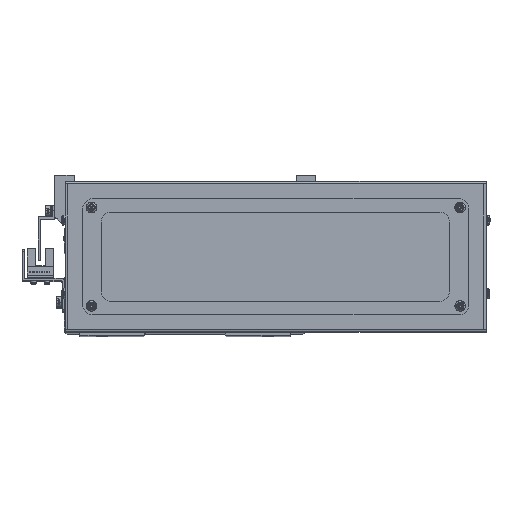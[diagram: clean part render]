
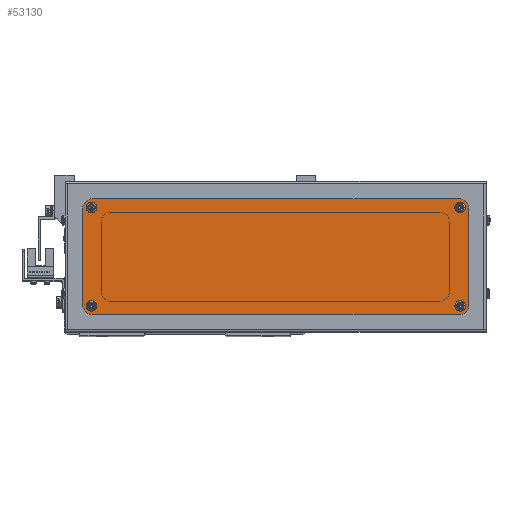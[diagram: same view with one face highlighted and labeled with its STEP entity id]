
A CAD part, top view. The second image highlights one B-rep face of the part: STEP entity #53130.
In plain terms, the highlighted planar face has unit normal (0, 0, 1).
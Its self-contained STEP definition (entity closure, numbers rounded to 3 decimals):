
#372 = CARTESIAN_POINT ( 'NONE',  ( -93.8, -25.5, 2. ) ) ;
#457 = DIRECTION ( 'NONE',  ( 1., 0., 0. ) ) ;
#1197 = DIRECTION ( 'NONE',  ( 0., 0., 1. ) ) ;
#1369 = EDGE_CURVE ( 'NONE', #33315, #49372, #5886, .T. ) ;
#1441 = CIRCLE ( 'NONE', #2825, 1.7 ) ;
#1627 = CARTESIAN_POINT ( 'NONE',  ( -95., -30., 2. ) ) ;
#1866 = DIRECTION ( 'NONE',  ( 1., 0., 0. ) ) ;
#2206 = EDGE_CURVE ( 'NONE', #3665, #51023, #46124, .T. ) ;
#2556 = CARTESIAN_POINT ( 'NONE',  ( 95.5, 25.5, 2. ) ) ;
#2622 = FACE_BOUND ( 'NONE', #73319, .T. ) ;
#2825 = AXIS2_PLACEMENT_3D ( 'NONE', #64672, #29560, #70552 ) ;
#3119 = AXIS2_PLACEMENT_3D ( 'NONE', #70603, #35498, #457 ) ;
#3290 = EDGE_CURVE ( 'NONE', #69915, #70475, #21244, .T. ) ;
#3665 = VERTEX_POINT ( 'NONE', #372 ) ;
#3799 = VERTEX_POINT ( 'NONE', #1627 ) ;
#3828 = CARTESIAN_POINT ( 'NONE',  ( -97.2, 25.5, 2. ) ) ;
#4193 = VERTEX_POINT ( 'NONE', #5118 ) ;
#4680 = DIRECTION ( 'NONE',  ( -1., 0., 0. ) ) ;
#4699 = CARTESIAN_POINT ( 'NONE',  ( -95., 25., 2. ) ) ;
#5118 = CARTESIAN_POINT ( 'NONE',  ( -93.8, 25.5, 2. ) ) ;
#5296 = ORIENTED_EDGE ( 'NONE', *, *, #2206, .F. ) ;
#5886 = LINE ( 'NONE', #28594, #35245 ) ;
#6346 = LINE ( 'NONE', #36668, #51290 ) ;
#6429 = DIRECTION ( 'NONE',  ( 0., 0., 1. ) ) ;
#7765 = DIRECTION ( 'NONE',  ( 0., -1., 0. ) ) ;
#8390 = DIRECTION ( 'NONE',  ( 1., 0., 0. ) ) ;
#9166 = ORIENTED_EDGE ( 'NONE', *, *, #38350, .T. ) ;
#9317 = CARTESIAN_POINT ( 'NONE',  ( 93.8, -25.5, 2. ) ) ;
#9681 = CARTESIAN_POINT ( 'NONE',  ( 95., -30., 2. ) ) ;
#10591 = DIRECTION ( 'NONE',  ( 1., 0., 0. ) ) ;
#11257 = DIRECTION ( 'NONE',  ( 0., 0., 1. ) ) ;
#11783 = AXIS2_PLACEMENT_3D ( 'NONE', #4699, #45690, #10591 ) ;
#12078 = DIRECTION ( 'NONE',  ( 0., 0., 1. ) ) ;
#12157 = DIRECTION ( 'NONE',  ( 1., 0., 0. ) ) ;
#13464 = CIRCLE ( 'NONE', #41735, 5. ) ;
#15794 = EDGE_CURVE ( 'NONE', #59318, #33315, #23373, .T. ) ;
#16335 = FACE_BOUND ( 'NONE', #45101, .T. ) ;
#16576 = ORIENTED_EDGE ( 'NONE', *, *, #67843, .F. ) ;
#17411 = ORIENTED_EDGE ( 'NONE', *, *, #58539, .T. ) ;
#17572 = ORIENTED_EDGE ( 'NONE', *, *, #18030, .T. ) ;
#18030 = EDGE_CURVE ( 'NONE', #62285, #64910, #20338, .T. ) ;
#18158 = FACE_BOUND ( 'NONE', #53653, .T. ) ;
#18175 = CARTESIAN_POINT ( 'NONE',  ( -95.5, -25.5, 2. ) ) ;
#18549 = ORIENTED_EDGE ( 'NONE', *, *, #65584, .F. ) ;
#18748 = CARTESIAN_POINT ( 'NONE',  ( 97.2, -25.5, 2. ) ) ;
#19292 = ORIENTED_EDGE ( 'NONE', *, *, #22739, .F. ) ;
#19472 = AXIS2_PLACEMENT_3D ( 'NONE', #47205, #12078, #53062 ) ;
#20338 = LINE ( 'NONE', #74883, #63379 ) ;
#20494 = ORIENTED_EDGE ( 'NONE', *, *, #3290, .T. ) ;
#21179 = AXIS2_PLACEMENT_3D ( 'NONE', #63626, #28511, #69494 ) ;
#21244 = LINE ( 'NONE', #42893, #24903 ) ;
#22739 = EDGE_CURVE ( 'NONE', #51023, #3665, #68145, .T. ) ;
#22850 = CARTESIAN_POINT ( 'NONE',  ( 95.5, -25.5, 2. ) ) ;
#22965 = CARTESIAN_POINT ( 'NONE',  ( 100., 25., 2. ) ) ;
#23373 = CIRCLE ( 'NONE', #21179, 5. ) ;
#23692 = CARTESIAN_POINT ( 'NONE',  ( -95., -25., 2. ) ) ;
#24083 = DIRECTION ( 'NONE',  ( 1., 0., 0. ) ) ;
#24903 = VECTOR ( 'NONE', #7765, 1000. ) ;
#25601 = CARTESIAN_POINT ( 'NONE',  ( 97.2, 25.5, 2. ) ) ;
#26957 = ORIENTED_EDGE ( 'NONE', *, *, #35196, .T. ) ;
#27016 = ORIENTED_EDGE ( 'NONE', *, *, #44207, .F. ) ;
#28511 = DIRECTION ( 'NONE',  ( 0., 0., 1. ) ) ;
#28594 = CARTESIAN_POINT ( 'NONE',  ( 100., 25., 2. ) ) ;
#28750 = DIRECTION ( 'NONE',  ( 1., 0., 0. ) ) ;
#29560 = DIRECTION ( 'NONE',  ( 0., 0., 1. ) ) ;
#29792 = EDGE_CURVE ( 'NONE', #67822, #43248, #66670, .T. ) ;
#30125 = AXIS2_PLACEMENT_3D ( 'NONE', #18175, #59175, #24083 ) ;
#31898 = VERTEX_POINT ( 'NONE', #9317 ) ;
#31904 = FACE_BOUND ( 'NONE', #71291, .T. ) ;
#33123 = AXIS2_PLACEMENT_3D ( 'NONE', #2556, #43518, #8390 ) ;
#33315 = VERTEX_POINT ( 'NONE', #46419 ) ;
#34701 = DIRECTION ( 'NONE',  ( 0., 0., 1. ) ) ;
#34724 = DIRECTION ( 'NONE',  ( 0., 1., 0. ) ) ;
#35196 = EDGE_CURVE ( 'NONE', #3799, #59318, #6346, .T. ) ;
#35245 = VECTOR ( 'NONE', #34724, 1000. ) ;
#35498 = DIRECTION ( 'NONE',  ( 0., 0., 1. ) ) ;
#36271 = CARTESIAN_POINT ( 'NONE',  ( 95.5, 25.5, 2. ) ) ;
#36668 = CARTESIAN_POINT ( 'NONE',  ( 95., -30., 2. ) ) ;
#37021 = EDGE_CURVE ( 'NONE', #31898, #53892, #60323, .T. ) ;
#38350 = EDGE_CURVE ( 'NONE', #49372, #62285, #13464, .T. ) ;
#39897 = ORIENTED_EDGE ( 'NONE', *, *, #1369, .T. ) ;
#41167 = AXIS2_PLACEMENT_3D ( 'NONE', #22850, #63862, #28750 ) ;
#41257 = CIRCLE ( 'NONE', #52164, 5. ) ;
#41576 = CARTESIAN_POINT ( 'NONE',  ( -95., -25., 2. ) ) ;
#41735 = AXIS2_PLACEMENT_3D ( 'NONE', #69807, #34701, #75698 ) ;
#42141 = DIRECTION ( 'NONE',  ( 1., 0., 0. ) ) ;
#42893 = CARTESIAN_POINT ( 'NONE',  ( -100., -25., 2. ) ) ;
#43248 = VERTEX_POINT ( 'NONE', #71983 ) ;
#43518 = DIRECTION ( 'NONE',  ( 0., 0., 1. ) ) ;
#44207 = EDGE_CURVE ( 'NONE', #4193, #59332, #1441, .T. ) ;
#44237 = CIRCLE ( 'NONE', #3119, 1.7 ) ;
#44270 = CARTESIAN_POINT ( 'NONE',  ( -100., -25., 2. ) ) ;
#45101 = EDGE_LOOP ( 'NONE', ( #19292, #5296 ) ) ;
#45500 = AXIS2_PLACEMENT_3D ( 'NONE', #36271, #1197, #42141 ) ;
#45690 = DIRECTION ( 'NONE',  ( 0., 0., 1. ) ) ;
#46124 = CIRCLE ( 'NONE', #30125, 1.7 ) ;
#46385 = CARTESIAN_POINT ( 'NONE',  ( -95.5, -25.5, 2. ) ) ;
#46419 = CARTESIAN_POINT ( 'NONE',  ( 100., -25., 2. ) ) ;
#47205 = CARTESIAN_POINT ( 'NONE',  ( 95.5, -25.5, 2. ) ) ;
#47274 = DIRECTION ( 'NONE',  ( 0., 0., 1. ) ) ;
#47465 = DIRECTION ( 'NONE',  ( 1., 0., 0. ) ) ;
#47475 = AXIS2_PLACEMENT_3D ( 'NONE', #23692, #47274, #12157 ) ;
#49372 = VERTEX_POINT ( 'NONE', #22965 ) ;
#49467 = CARTESIAN_POINT ( 'NONE',  ( -100., 25., 2. ) ) ;
#49537 = CARTESIAN_POINT ( 'NONE',  ( 95., 30., 2. ) ) ;
#51023 = VERTEX_POINT ( 'NONE', #67905 ) ;
#51290 = VECTOR ( 'NONE', #1866, 1000. ) ;
#52164 = AXIS2_PLACEMENT_3D ( 'NONE', #41576, #6429, #47465 ) ;
#52264 = DIRECTION ( 'NONE',  ( 1., 0., 0. ) ) ;
#52896 = CIRCLE ( 'NONE', #19472, 1.7 ) ;
#53062 = DIRECTION ( 'NONE',  ( 1., 0., 0. ) ) ;
#53130 = ADVANCED_FACE ( 'NONE', ( #2622, #18158, #64920, #31904, #16335 ), #70588, .T. ) ;
#53653 = EDGE_LOOP ( 'NONE', ( #16576, #75402 ) ) ;
#53892 = VERTEX_POINT ( 'NONE', #18748 ) ;
#54183 = ORIENTED_EDGE ( 'NONE', *, *, #68880, .F. ) ;
#58539 = EDGE_CURVE ( 'NONE', #70475, #3799, #41257, .T. ) ;
#58550 = CIRCLE ( 'NONE', #33123, 1.7 ) ;
#59175 = DIRECTION ( 'NONE',  ( 0., 0., 1. ) ) ;
#59311 = EDGE_LOOP ( 'NONE', ( #17411, #26957, #74621, #39897, #9166, #17572, #61931, #20494 ) ) ;
#59318 = VERTEX_POINT ( 'NONE', #9681 ) ;
#59332 = VERTEX_POINT ( 'NONE', #3828 ) ;
#60323 = CIRCLE ( 'NONE', #41167, 1.7 ) ;
#61931 = ORIENTED_EDGE ( 'NONE', *, *, #64213, .T. ) ;
#62285 = VERTEX_POINT ( 'NONE', #49537 ) ;
#63379 = VECTOR ( 'NONE', #4680, 1000. ) ;
#63563 = CIRCLE ( 'NONE', #11783, 5. ) ;
#63626 = CARTESIAN_POINT ( 'NONE',  ( 95., -25., 2. ) ) ;
#63862 = DIRECTION ( 'NONE',  ( 0., 0., 1. ) ) ;
#64213 = EDGE_CURVE ( 'NONE', #64910, #69915, #63563, .T. ) ;
#64672 = CARTESIAN_POINT ( 'NONE',  ( -95.5, 25.5, 2. ) ) ;
#64910 = VERTEX_POINT ( 'NONE', #70437 ) ;
#64920 = FACE_OUTER_BOUND ( 'NONE', #59311, .T. ) ;
#65584 = EDGE_CURVE ( 'NONE', #59332, #4193, #44237, .T. ) ;
#66670 = CIRCLE ( 'NONE', #45500, 1.7 ) ;
#67822 = VERTEX_POINT ( 'NONE', #25601 ) ;
#67843 = EDGE_CURVE ( 'NONE', #43248, #67822, #58550, .T. ) ;
#67905 = CARTESIAN_POINT ( 'NONE',  ( -97.2, -25.5, 2. ) ) ;
#68145 = CIRCLE ( 'NONE', #69207, 1.7 ) ;
#68880 = EDGE_CURVE ( 'NONE', #53892, #31898, #52896, .T. ) ;
#69207 = AXIS2_PLACEMENT_3D ( 'NONE', #46385, #11257, #52264 ) ;
#69494 = DIRECTION ( 'NONE',  ( 1., 0., 0. ) ) ;
#69807 = CARTESIAN_POINT ( 'NONE',  ( 95., 25., 2. ) ) ;
#69915 = VERTEX_POINT ( 'NONE', #49467 ) ;
#70437 = CARTESIAN_POINT ( 'NONE',  ( -95., 30., 2. ) ) ;
#70475 = VERTEX_POINT ( 'NONE', #44270 ) ;
#70552 = DIRECTION ( 'NONE',  ( 1., 0., 0. ) ) ;
#70588 = PLANE ( 'NONE',  #47475 ) ;
#70603 = CARTESIAN_POINT ( 'NONE',  ( -95.5, 25.5, 2. ) ) ;
#71291 = EDGE_LOOP ( 'NONE', ( #18549, #27016 ) ) ;
#71983 = CARTESIAN_POINT ( 'NONE',  ( 93.8, 25.5, 2. ) ) ;
#73319 = EDGE_LOOP ( 'NONE', ( #73799, #54183 ) ) ;
#73799 = ORIENTED_EDGE ( 'NONE', *, *, #37021, .F. ) ;
#74621 = ORIENTED_EDGE ( 'NONE', *, *, #15794, .T. ) ;
#74883 = CARTESIAN_POINT ( 'NONE',  ( -95., 30., 2. ) ) ;
#75402 = ORIENTED_EDGE ( 'NONE', *, *, #29792, .F. ) ;
#75698 = DIRECTION ( 'NONE',  ( 1., 0., 0. ) ) ;
